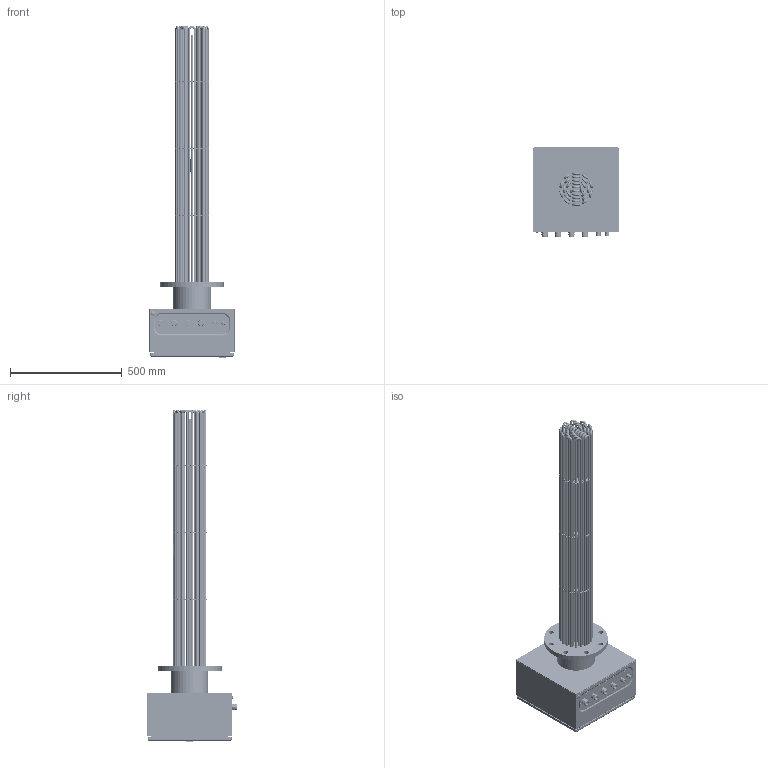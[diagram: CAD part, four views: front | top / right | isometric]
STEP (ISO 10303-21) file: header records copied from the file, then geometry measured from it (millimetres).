
FILE_DESCRIPTION (( 'STEP AP214' ), '1' );
FILE_NAME ('180027 - SSFHK 150 kW DN150 ET 1150 STEP.STEP', '2021-06-08T07:51:06', ( '' ), ( '' ), 'SwSTEP 2.0', 'SolidWorks 2021', '' );
FILE_SCHEMA (( 'AUTOMOTIVE_DESIGN' ));
Length unit declared in the file: millimetre
Products named in the file (23):  KV M25 WT MS^Kabelverschraubung_SSFHK; Fühlerschutzrohre^SSFHK_DN150 - 1150 mm; Kühlstrecke^SSFHK_DN150; DECKEL 380^AK 380x380x210_Anschlusskasten_SSFHK; Flansch^SSFHK_DN150 - 30 RHK; Anschlusskasten^SSFHK_380x380x210; SCHLOSS 380^AK 380x380x210_Anschlusskasten_SSFHK; BODY 380^AK 380x380x210_Anschlusskasten_SSFHK; STB TF^Fühlerschutzrohre_SSFHK_1150 mm; KV M16 WT MS^Kabelverschraubung_SSFHK; Distanzscheiben^SSFHK_DN150 - 30 RHK; WB 10er^Fühlerschutzrohre_SSFHK; BODENDECKEL 380^AK 380x380x210_Anschlusskasten_SSFHK; Messingbrücken^SSFHK_TYP G - DN150 - 30 RHK; KV M20 WT MS^Kabelverschraubung_SSFHK; Kabelverschraubung^SSFHK_4xM25+M20+M16; RHK^Rohrheizkörper_SSFHK_ET 1150; Anschlusskastenplatte^SSFHK_380; AK 380x380x210^Anschlusskasten_SSFHK; FSR STB^Fühlerschutzrohre_SSFHK; VM^SSFHK_DN150 - 24 RHK - 1150mm; Rohrheizkörper^SSFHK_DN150 - 30 RHK - 1150 mm; 180027 - SSFHK 150 kW DN150 ET 1150 STEP
Assembly tree (56 placements, depth 4):
  180027 - SSFHK 150 kW DN150 ET 1150 STEP
    Flansch^SSFHK_DN150 - 30 RHK
    Rohrheizkörper^SSFHK_DN150 - 30 RHK - 1150 mm
      RHK^Rohrheizkörper_SSFHK_ET 1150  x30
    Distanzscheiben^SSFHK_DN150 - 30 RHK  x3
    Kühlstrecke^SSFHK_DN150
    Anschlusskastenplatte^SSFHK_380
    Fühlerschutzrohre^SSFHK_DN150 - 1150 mm
      FSR STB^Fühlerschutzrohre_SSFHK
      STB TF^Fühlerschutzrohre_SSFHK_1150 mm
      WB 10er^Fühlerschutzrohre_SSFHK
    Anschlusskasten^SSFHK_380x380x210
      AK 380x380x210^Anschlusskasten_SSFHK
        BODY 380^AK 380x380x210_Anschlusskasten_SSFHK
        DECKEL 380^AK 380x380x210_Anschlusskasten_SSFHK
        SCHLOSS 380^AK 380x380x210_Anschlusskasten_SSFHK
        BODENDECKEL 380^AK 380x380x210_Anschlusskasten_SSFHK
    Kabelverschraubung^SSFHK_4xM25+M20+M16
      KV M16 WT MS^Kabelverschraubung_SSFHK
      KV M20 WT MS^Kabelverschraubung_SSFHK
       KV M25 WT MS^Kabelverschraubung_SSFHK  x4
    Messingbrücken^SSFHK_TYP G - DN150 - 30 RHK
    VM^SSFHK_DN150 - 24 RHK - 1150mm
Bounding box: 380 x 401 x 1484.1 mm (x, y, z)
Volume: 4999519.8 mm3; surface area: 6042549.3 mm2
Topology: 78 solids, 78 shells, 7058 faces, 19710 edges, 12886 vertices
Faces by surface type: cylinder 4911, plane 1622, torus 254, cone 184, bspline 87
Entity records: 119771 total; most frequent: CARTESIAN_POINT 23985, DIRECTION 18788, ORIENTED_EDGE 17172, EDGE_CURVE 8586, AXIS2_PLACEMENT_3D 7461, VERTEX_POINT 5604, CIRCLE 4324, EDGE_LOOP 3974
